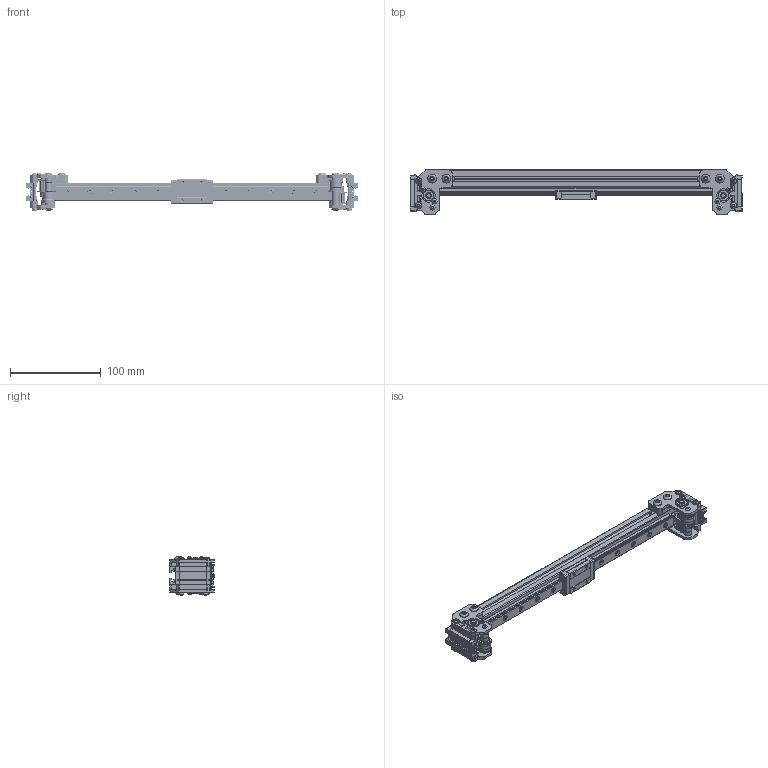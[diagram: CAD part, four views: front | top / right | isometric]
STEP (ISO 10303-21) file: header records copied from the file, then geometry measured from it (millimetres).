
FILE_DESCRIPTION(/* description */ ('','CAx-IF Rec.Pracs.---Representation and Presentation of Product Manufacturing Information (PMI)---4.0---2014-10-13'),/* implementation_level */ '2;1');
FILE_NAME(/* name */ '_8_Sheet_metal_9mm_AWD_X_axis.step',/* time_stamp */ '2025-01-28T16:47:54+01:00',/* author */ (''),/* organization */ (''),/* preprocessor_version */ 'ST-DEVELOPER v20',/* originating_system */ 'Autodesk Translation Framework v13.20.0.188',/* authorisation */ '');
FILE_SCHEMA (('AP242_MANAGED_MODEL_BASED_3D_ENGINEERING_MIM_LF { 1 0 10303 442 1 1 4 }'));
Length unit declared in the file: millimetre
Products named in the file (38): _8_Sheet_metal_9mm_AWD_X_axis; _Sheet_metal_9mm_AWD_right_XY_joint; _Sheet_metal_9mm_AWD_XY_joint_motion; _GT2_20T_9mm_pulley_de-hubbed; _Sheet_metal_9mm_right_XY_joint_hardware; _Sheet_metal_9mm_AWD_left_XY_joint; _Sheet_metal_9mm_AWD_XY_joint_motion_1; _MGN9H; _GT2_20T_9mm_pulley_de-hubbed_1; M4x2.5 set screw; GT2 20T 9mm pulley de-hubbed ; D5x40 smooth pin; Di=5mm L0=5mm compression spring; Shim 0.5mm; 695 bearing; Shim 0.2mm; M5xD8x5 spacer; Shim 1mm; M3xD5x30 threaded round standoff; F695 flanged bearing; Sheet_metal_XY_joint_b_3-3.2mm; Sheet_metal_9mm_spacer_a_2x2.5_or_5mm; Sheet_metal_XY_joint_a_3-3.2mm; Sheet_metal_9mm_spacer_b_2x2.5_or_5mm; Sheet_metal_9mm_XY_joint_c_3-3.2mm; Sheet_metal_9mm_spacer_c_2x2.5_or_5mm; _Sheet_metal_9mm_left_XY_joint_hardware; M3 hex nut; M3x6 BHCS; M3x4 BHCS; M3 washer; M3x40 BHCS; M5x12 BHCS; _HFSB5-2020-330; M5 2020 drop-in T-nut; _MGN12 rail - 300mm; _M3x8 SHCS; _MGN12H
Assembly tree (131 placements, depth 5):
  _8_Sheet_metal_9mm_AWD_X_axis
    _Sheet_metal_9mm_AWD_right_XY_joint
      _Sheet_metal_9mm_AWD_XY_joint_motion
        Shim 0.5mm  x3
        F695 flanged bearing  x4
        _MGN9H
        _GT2_20T_9mm_pulley_de-hubbed
          M4x2.5 set screw  x2
          GT2 20T 9mm pulley de-hubbed 
        D5x40 smooth pin
        M5xD8x5 spacer  x4
        Di=5mm L0=5mm compression spring
        Shim 1mm  x3
        695 bearing
        Shim 0.2mm
        M3xD5x30 threaded round standoff
      Sheet_metal_9mm_spacer_b_2x2.5_or_5mm
      Sheet_metal_9mm_spacer_c_2x2.5_or_5mm  x2
      Sheet_metal_XY_joint_b_3-3.2mm
      Sheet_metal_9mm_XY_joint_c_3-3.2mm
      Sheet_metal_9mm_spacer_a_2x2.5_or_5mm
      Sheet_metal_XY_joint_a_3-3.2mm
      _Sheet_metal_9mm_right_XY_joint_hardware
        M3x6 BHCS  x6
        M3 washer  x4
        M3 hex nut  x2
        M5x12 BHCS  x3
        M3x40 BHCS  x2
        M3x4 BHCS  x4
    _Sheet_metal_9mm_AWD_left_XY_joint
      _Sheet_metal_9mm_AWD_XY_joint_motion_1
        Shim 0.5mm  x3
        F695 flanged bearing  x4
        _MGN9H
        _GT2_20T_9mm_pulley_de-hubbed_1
          M4x2.5 set screw  x2
          GT2 20T 9mm pulley de-hubbed 
        D5x40 smooth pin
        M5xD8x5 spacer  x4
        Di=5mm L0=5mm compression spring
        Shim 1mm  x3
        695 bearing
        Shim 0.2mm
        M3xD5x30 threaded round standoff
      Sheet_metal_XY_joint_b_3-3.2mm
      Sheet_metal_9mm_spacer_a_2x2.5_or_5mm
      Sheet_metal_XY_joint_a_3-3.2mm
      Sheet_metal_9mm_spacer_b_2x2.5_or_5mm
      Sheet_metal_9mm_XY_joint_c_3-3.2mm
      Sheet_metal_9mm_spacer_c_2x2.5_or_5mm  x2
      _Sheet_metal_9mm_left_XY_joint_hardware
        M3x6 BHCS  x6
        M3 washer  x4
        M3 hex nut  x2
        M3x40 BHCS  x2
        M3x4 BHCS  x4
        M5x12 BHCS  x3
    _HFSB5-2020-330
      M5 2020 drop-in T-nut  x6
      _MGN12 rail - 300mm
Bounding box: 366 x 49.24 x 42.15 mm (x, y, z)
Volume: 151343.5 mm3; surface area: 138877.6 mm2
Topology: 147 solids, 147 shells, 3399 faces, 8159 edges, 5222 vertices
Faces by surface type: plane 1719, cylinder 1090, cone 514, sphere 42, torus 20, bspline 14
Full cylindrical faces by diameter (mm): 1.288 x10, 2.459 x8, 2.5 x8, 2.529 x2, 2.603 x8, 3 x56, 3.1 x28, 3.2 x8, 3.5 x12, 4.2 x15, 5 x44, 5.5 x12, 5.7 x24, 6 x12, 6.5 x20, 7 x8, 8 x22, 9.5 x6, 10 x2, 11.5 x20, 13 x10, 13.03 x4, 15 x8, 16 x4
Entity records: 44428 total; most frequent: CARTESIAN_POINT 8484, DIRECTION 7654, ORIENTED_EDGE 7006, EDGE_CURVE 3503, AXIS2_PLACEMENT_3D 2738, VERTEX_POINT 2300, LINE 2178, VECTOR 2178
